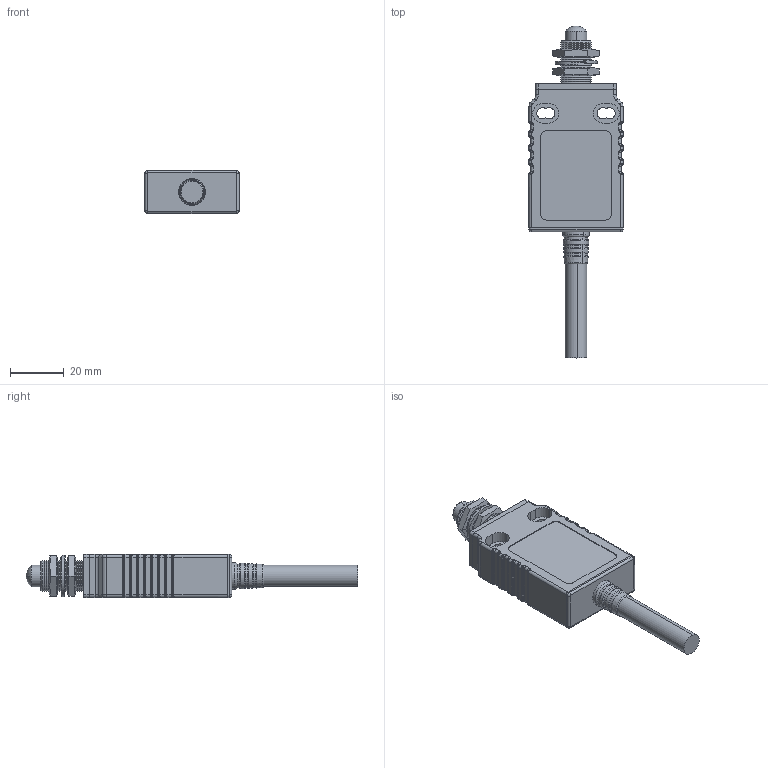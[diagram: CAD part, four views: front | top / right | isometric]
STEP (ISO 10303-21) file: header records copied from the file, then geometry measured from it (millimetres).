
FILE_DESCRIPTION (( 'STEP AP203' ), '1' );
FILE_NAME ('170-LSPM-Panel Mount Pin Plunger-Bottom Cable (STEP format).STEP', '2015-08-03T11:04:47', ( '' ), ( '' ), 'SwSTEP 2.0', 'SolidWorks 2013', '' );
FILE_SCHEMA (( 'CONFIG_CONTROL_DESIGN' ));
Length unit declared in the file: millimetre
Products named in the file (1): 170-LSPM-Panel Mount Pin Plunger-Bottom Cable (STEP format)
Bounding box: 35 x 123.5 x 16 mm (x, y, z)
Volume: 18694.3 mm3; surface area: 20535.5 mm2
Topology: 13 solids, 13 shells, 793 faces, 1839 edges, 1049 vertices
Faces by surface type: cylinder 295, plane 248, cone 114, torus 78, bspline 38, sphere 20
Entity records: 22853 total; most frequent: CARTESIAN_POINT 5099, DIRECTION 3886, ORIENTED_EDGE 3574, EDGE_CURVE 1787, AXIS2_PLACEMENT_3D 1468, VERTEX_POINT 1049, VECTOR 950, LINE 950
